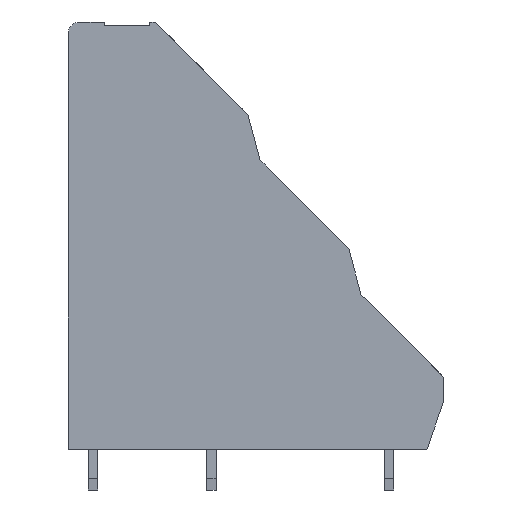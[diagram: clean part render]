
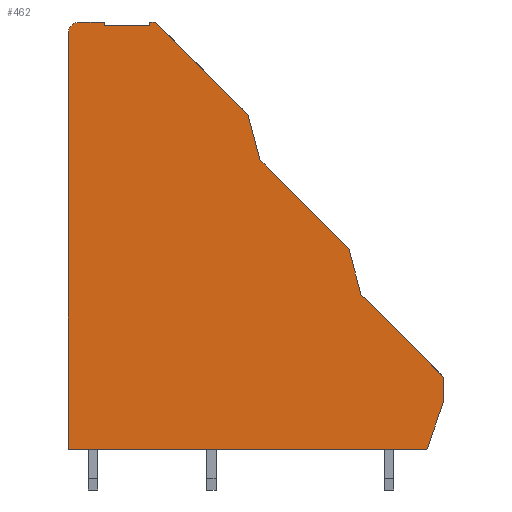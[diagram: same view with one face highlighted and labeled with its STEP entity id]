
A CAD part, left-side view. The second image highlights one B-rep face of the part: STEP entity #462.
In plain terms, the highlighted planar face has unit normal (-1, 0, 0).
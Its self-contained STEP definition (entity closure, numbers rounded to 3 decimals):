
#291=AXIS2_PLACEMENT_3D('Circle Axis2P3D',#289,#290,$) ;
#428=AXIS2_PLACEMENT_3D('Plane Axis2P3D',#425,#426,#427) ;
#49=CARTESIAN_POINT('Vertex',(0.,8.15,20.67)) ;
#52=CARTESIAN_POINT('Line Origine',(0.,7.628,18.723)) ;
#56=CARTESIAN_POINT('Vertex',(0.,7.107,16.777)) ;
#89=CARTESIAN_POINT('Vertex',(0.,16.802,32.17)) ;
#92=CARTESIAN_POINT('Line Origine',(0.,16.281,30.225)) ;
#96=CARTESIAN_POINT('Vertex',(0.,15.76,28.28)) ;
#129=CARTESIAN_POINT('Vertex',(0.,25.2,40.1)) ;
#132=CARTESIAN_POINT('Line Origine',(0.,24.966,40.1)) ;
#136=CARTESIAN_POINT('Vertex',(0.,24.732,40.1)) ;
#167=CARTESIAN_POINT('Vertex',(0.,25.2,39.8)) ;
#170=CARTESIAN_POINT('Line Origine',(0.,25.2,39.95)) ;
#198=CARTESIAN_POINT('Vertex',(0.,29.1,39.8)) ;
#201=CARTESIAN_POINT('Line Origine',(0.,27.15,39.8)) ;
#229=CARTESIAN_POINT('Vertex',(0.,29.1,40.1)) ;
#232=CARTESIAN_POINT('Line Origine',(0.,29.1,39.95)) ;
#255=CARTESIAN_POINT('Vertex',(0.,31.2,40.1)) ;
#258=CARTESIAN_POINT('Line Origine',(0.,30.15,40.1)) ;
#286=CARTESIAN_POINT('Vertex',(0.,32.2,39.1)) ;
#289=CARTESIAN_POINT('Axis2P3D Location',(0.,31.2,39.1)) ;
#317=CARTESIAN_POINT('Vertex',(0.,32.2,3.5)) ;
#320=CARTESIAN_POINT('Line Origine',(0.,32.2,21.3)) ;
#348=CARTESIAN_POINT('Vertex',(0.,1.45,3.5)) ;
#351=CARTESIAN_POINT('Line Origine',(0.,16.825,3.5)) ;
#379=CARTESIAN_POINT('Vertex',(0.,0.,7.64)) ;
#382=CARTESIAN_POINT('Line Origine',(0.,0.725,5.57)) ;
#410=CARTESIAN_POINT('Vertex',(0.,0.,9.67)) ;
#413=CARTESIAN_POINT('Line Origine',(0.,0.,8.655)) ;
#425=CARTESIAN_POINT('Axis2P3D Location',(0.,0.,0.)) ;
#430=CARTESIAN_POINT('Line Origine',(0.,11.955,24.475)) ;
#435=CARTESIAN_POINT('Line Origine',(0.,20.767,36.135)) ;
#440=CARTESIAN_POINT('Line Origine',(0.,3.553,13.223)) ;
#53=DIRECTION('Vector Direction',(0.,-0.259,-0.966)) ;
#93=DIRECTION('Vector Direction',(0.,-0.259,-0.966)) ;
#133=DIRECTION('Vector Direction',(0.,-1.,0.)) ;
#171=DIRECTION('Vector Direction',(0.,0.,1.)) ;
#202=DIRECTION('Vector Direction',(0.,-1.,0.)) ;
#233=DIRECTION('Vector Direction',(0.,0.,-1.)) ;
#259=DIRECTION('Vector Direction',(0.,-1.,0.)) ;
#290=DIRECTION('Axis2P3D Direction',(-1.,0.,0.)) ;
#321=DIRECTION('Vector Direction',(0.,0.,1.)) ;
#352=DIRECTION('Vector Direction',(0.,1.,0.)) ;
#383=DIRECTION('Vector Direction',(0.,0.331,-0.944)) ;
#414=DIRECTION('Vector Direction',(0.,0.,-1.)) ;
#426=DIRECTION('Axis2P3D Direction',(-1.,0.,0.)) ;
#427=DIRECTION('Axis2P3D XDirection',(0.,0.,1.)) ;
#431=DIRECTION('Vector Direction',(0.,-0.707,-0.707)) ;
#436=DIRECTION('Vector Direction',(0.,-0.707,-0.707)) ;
#441=DIRECTION('Vector Direction',(0.,-0.707,-0.707)) ;
#54=VECTOR('Line Direction',#53,1.) ;
#94=VECTOR('Line Direction',#93,1.) ;
#134=VECTOR('Line Direction',#133,1.) ;
#172=VECTOR('Line Direction',#171,1.) ;
#203=VECTOR('Line Direction',#202,1.) ;
#234=VECTOR('Line Direction',#233,1.) ;
#260=VECTOR('Line Direction',#259,1.) ;
#322=VECTOR('Line Direction',#321,1.) ;
#353=VECTOR('Line Direction',#352,1.) ;
#384=VECTOR('Line Direction',#383,1.) ;
#415=VECTOR('Line Direction',#414,1.) ;
#432=VECTOR('Line Direction',#431,1.) ;
#437=VECTOR('Line Direction',#436,1.) ;
#442=VECTOR('Line Direction',#441,1.) ;
#446=ORIENTED_EDGE('',*,*,#58,.T.) ;
#447=ORIENTED_EDGE('',*,*,#434,.T.) ;
#448=ORIENTED_EDGE('',*,*,#98,.T.) ;
#449=ORIENTED_EDGE('',*,*,#439,.T.) ;
#450=ORIENTED_EDGE('',*,*,#138,.T.) ;
#451=ORIENTED_EDGE('',*,*,#174,.T.) ;
#452=ORIENTED_EDGE('',*,*,#205,.T.) ;
#453=ORIENTED_EDGE('',*,*,#236,.T.) ;
#454=ORIENTED_EDGE('',*,*,#262,.T.) ;
#455=ORIENTED_EDGE('',*,*,#293,.T.) ;
#456=ORIENTED_EDGE('',*,*,#324,.T.) ;
#457=ORIENTED_EDGE('',*,*,#355,.T.) ;
#458=ORIENTED_EDGE('',*,*,#386,.T.) ;
#459=ORIENTED_EDGE('',*,*,#417,.T.) ;
#460=ORIENTED_EDGE('',*,*,#444,.T.) ;
#462=ADVANCED_FACE('_LM3RZF 5.08/18 3.5 OR 1764950000',(#461),#429,.T.) ;
#292=CIRCLE('generated circle',#291,1.) ;
#58=EDGE_CURVE('',#57,#50,#55,.F.) ;
#98=EDGE_CURVE('',#97,#90,#95,.F.) ;
#138=EDGE_CURVE('',#137,#130,#135,.F.) ;
#174=EDGE_CURVE('',#130,#168,#173,.F.) ;
#205=EDGE_CURVE('',#168,#199,#204,.F.) ;
#236=EDGE_CURVE('',#199,#230,#235,.F.) ;
#262=EDGE_CURVE('',#230,#256,#261,.F.) ;
#293=EDGE_CURVE('',#256,#287,#292,.T.) ;
#324=EDGE_CURVE('',#287,#318,#323,.F.) ;
#355=EDGE_CURVE('',#318,#349,#354,.F.) ;
#386=EDGE_CURVE('',#349,#380,#385,.F.) ;
#417=EDGE_CURVE('',#380,#411,#416,.F.) ;
#434=EDGE_CURVE('',#50,#97,#433,.F.) ;
#439=EDGE_CURVE('',#90,#137,#438,.F.) ;
#444=EDGE_CURVE('',#411,#57,#443,.F.) ;
#445=EDGE_LOOP('',(#446,#447,#448,#449,#450,#451,#452,#453,#454,#455,#456,#457,#458,#459,#460)) ;
#461=FACE_OUTER_BOUND('',#445,.T.) ;
#55=LINE('Line',#52,#54) ;
#95=LINE('Line',#92,#94) ;
#135=LINE('Line',#132,#134) ;
#173=LINE('Line',#170,#172) ;
#204=LINE('Line',#201,#203) ;
#235=LINE('Line',#232,#234) ;
#261=LINE('Line',#258,#260) ;
#323=LINE('Line',#320,#322) ;
#354=LINE('Line',#351,#353) ;
#385=LINE('Line',#382,#384) ;
#416=LINE('Line',#413,#415) ;
#433=LINE('Line',#430,#432) ;
#438=LINE('Line',#435,#437) ;
#443=LINE('Line',#440,#442) ;
#429=PLANE('',#428) ;
#50=VERTEX_POINT('',#49) ;
#57=VERTEX_POINT('',#56) ;
#90=VERTEX_POINT('',#89) ;
#97=VERTEX_POINT('',#96) ;
#130=VERTEX_POINT('',#129) ;
#137=VERTEX_POINT('',#136) ;
#168=VERTEX_POINT('',#167) ;
#199=VERTEX_POINT('',#198) ;
#230=VERTEX_POINT('',#229) ;
#256=VERTEX_POINT('',#255) ;
#287=VERTEX_POINT('',#286) ;
#318=VERTEX_POINT('',#317) ;
#349=VERTEX_POINT('',#348) ;
#380=VERTEX_POINT('',#379) ;
#411=VERTEX_POINT('',#410) ;
